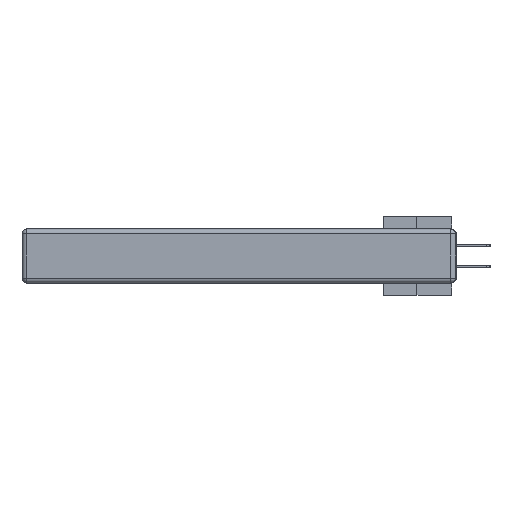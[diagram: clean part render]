
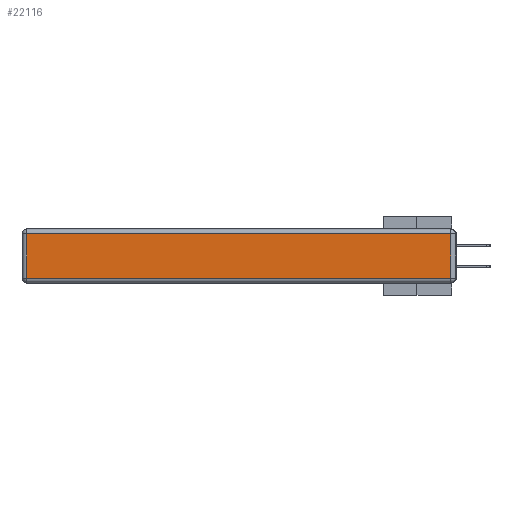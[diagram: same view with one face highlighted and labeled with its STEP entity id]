
A CAD part, left-side view. The second image highlights one B-rep face of the part: STEP entity #22116.
In plain terms, the highlighted planar face has unit normal (-1, 0, 0).
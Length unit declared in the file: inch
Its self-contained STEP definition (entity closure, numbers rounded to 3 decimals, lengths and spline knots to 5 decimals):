
#1437 = CARTESIAN_POINT ( 'NONE',  ( 0., 2.75, -0.03 ) ) ;
#1755 = DIRECTION ( 'NONE',  ( 0., 1., 0. ) ) ;
#2655 = VERTEX_POINT ( 'NONE', #12988 ) ;
#4027 = PLANE ( 'NONE',  #18203 ) ;
#6302 = VECTOR ( 'NONE', #18540, 39.37008 ) ;
#7640 = CARTESIAN_POINT ( 'NONE',  ( 0., 0., -0.313 ) ) ;
#9198 = LINE ( 'NONE', #36644, #41140 ) ;
#10688 = VERTEX_POINT ( 'NONE', #14817 ) ;
#11128 = VECTOR ( 'NONE', #33774, 39.37008 ) ;
#12988 = CARTESIAN_POINT ( 'NONE',  ( 0., 0.03, -0.313 ) ) ;
#14600 = FACE_OUTER_BOUND ( 'NONE', #18670, .T. ) ;
#14817 = CARTESIAN_POINT ( 'NONE',  ( 0., 2.72, -0.313 ) ) ;
#14901 = ORIENTED_EDGE ( 'NONE', *, *, #33232, .T. ) ;
#15229 = LINE ( 'NONE', #1437, #33132 ) ;
#18203 = AXIS2_PLACEMENT_3D ( 'NONE', #38168, #22846, #41381 ) ;
#18540 = DIRECTION ( 'NONE',  ( 0., 0., -1. ) ) ;
#18670 = EDGE_LOOP ( 'NONE', ( #14901, #25037, #22642, #41212 ) ) ;
#22116 = ADVANCED_FACE ( 'NONE', ( #14600 ), #4027, .T. ) ;
#22510 = CARTESIAN_POINT ( 'NONE',  ( 0., 0.03, -0.03 ) ) ;
#22642 = ORIENTED_EDGE ( 'NONE', *, *, #40144, .T. ) ;
#22846 = DIRECTION ( 'NONE',  ( -1., 0., 0. ) ) ;
#23220 = EDGE_CURVE ( 'NONE', #2655, #32713, #9198, .T. ) ;
#25037 = ORIENTED_EDGE ( 'NONE', *, *, #23220, .T. ) ;
#26139 = CARTESIAN_POINT ( 'NONE',  ( 0., 2.72, -0.343 ) ) ;
#28479 = EDGE_CURVE ( 'NONE', #46587, #10688, #34841, .T. ) ;
#32713 = VERTEX_POINT ( 'NONE', #22510 ) ;
#33132 = VECTOR ( 'NONE', #1755, 39.37008 ) ;
#33232 = EDGE_CURVE ( 'NONE', #10688, #2655, #41282, .T. ) ;
#33774 = DIRECTION ( 'NONE',  ( 0., -1., 0. ) ) ;
#34841 = LINE ( 'NONE', #26139, #6302 ) ;
#36644 = CARTESIAN_POINT ( 'NONE',  ( 0., 0.03, -0.343 ) ) ;
#38168 = CARTESIAN_POINT ( 'NONE',  ( 0., 0., -0.343 ) ) ;
#40144 = EDGE_CURVE ( 'NONE', #32713, #46587, #15229, .T. ) ;
#41140 = VECTOR ( 'NONE', #44607, 39.37008 ) ;
#41212 = ORIENTED_EDGE ( 'NONE', *, *, #28479, .T. ) ;
#41282 = LINE ( 'NONE', #7640, #11128 ) ;
#41381 = DIRECTION ( 'NONE',  ( 0., 0., 1. ) ) ;
#44607 = DIRECTION ( 'NONE',  ( 0., 0., 1. ) ) ;
#44890 = CARTESIAN_POINT ( 'NONE',  ( 0., 2.72, -0.03 ) ) ;
#46587 = VERTEX_POINT ( 'NONE', #44890 ) ;
